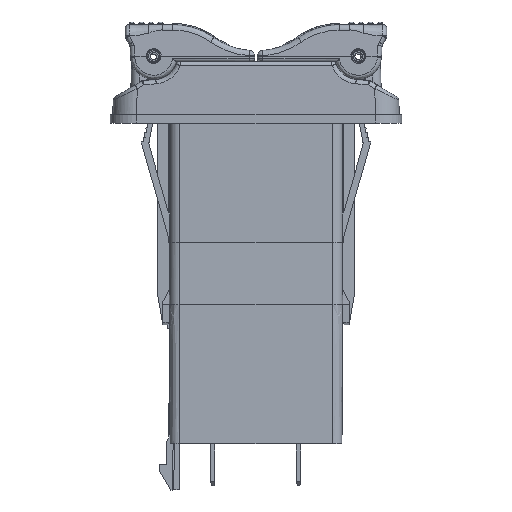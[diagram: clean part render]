
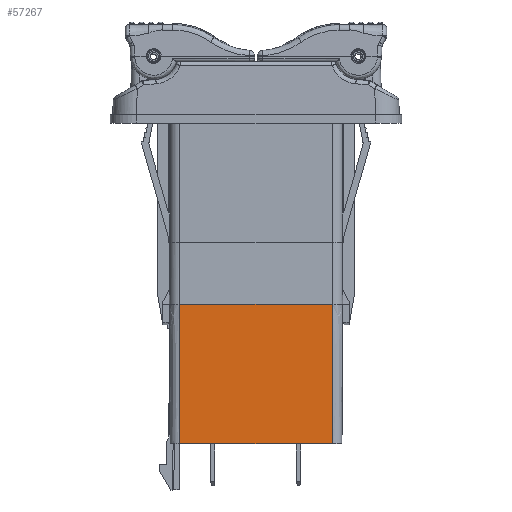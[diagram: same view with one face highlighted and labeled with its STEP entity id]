
A CAD part, top view. The second image highlights one B-rep face of the part: STEP entity #57267.
In plain terms, the highlighted planar face has unit normal (0, -0.004, 1).
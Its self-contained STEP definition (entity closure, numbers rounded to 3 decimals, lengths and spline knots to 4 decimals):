
#7049=CARTESIAN_POINT('',(-0.56,-1.477,
0.4075));
#7069=CARTESIAN_POINT('',(0.56,-1.477,
0.4075));
#12287=DIRECTION('',(0.,1.,0.004));
#12288=VECTOR('',#12287,1.021);
#12289=CARTESIAN_POINT('',(0.56,-1.477,
0.4075));
#12290=LINE('',#12289,#12288);
#12291=DIRECTION('',(1.,0.,0.));
#12292=VECTOR('',#12291,1.1199);
#12293=CARTESIAN_POINT('',(-0.56,-1.477,
0.4075));
#12294=LINE('',#12293,#12292);
#12295=DIRECTION('',(0.,-1.,-0.004));
#12296=VECTOR('',#12295,1.021);
#12297=CARTESIAN_POINT('',(-0.56,-0.456,0.412));
#12298=LINE('',#12297,#12296);
#12299=DIRECTION('',(-1.,0.,0.));
#12300=VECTOR('',#12299,1.12);
#12301=CARTESIAN_POINT('',(0.56,-0.456,0.412));
#12302=LINE('',#12301,#12300);
#32745=CARTESIAN_POINT('',(0.56,-0.456,0.412));
#32746=CARTESIAN_POINT('',(-0.56,-0.456,0.412));
#32747=VERTEX_POINT('',#32745);
#32748=VERTEX_POINT('',#32746);
#33065=VERTEX_POINT('',#7069);
#33140=VERTEX_POINT('',#7049);
#57255=CARTESIAN_POINT('',(0.5644,-0.456,0.412));
#57256=DIRECTION('',(0.,-0.004,1.));
#57257=DIRECTION('',(-1.,0.,0.));
#57258=AXIS2_PLACEMENT_3D('',#57255,#57256,#57257);
#57259=PLANE('',#57258);
#57261=ORIENTED_EDGE('',*,*,#57260,.F.);
#57262=ORIENTED_EDGE('',*,*,#49448,.F.);
#57263=ORIENTED_EDGE('',*,*,#57248,.F.);
#57264=ORIENTED_EDGE('',*,*,#48663,.F.);
#57265=EDGE_LOOP('',(#57261,#57262,#57263,#57264));
#57266=FACE_OUTER_BOUND('',#57265,.F.);
#57267=ADVANCED_FACE('',(#57266),#57259,.T.);
#48663=EDGE_CURVE('',#32747,#32748,#12302,.T.);
#49448=EDGE_CURVE('',#33140,#33065,#12294,.T.);
#57248=EDGE_CURVE('',#32748,#33140,#12298,.T.);
#57260=EDGE_CURVE('',#33065,#32747,#12290,.T.);
